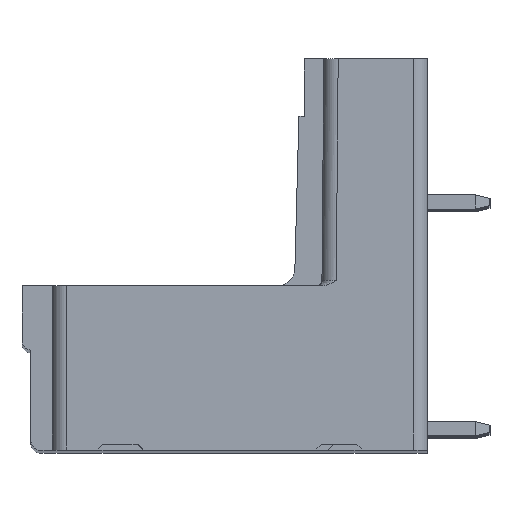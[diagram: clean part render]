
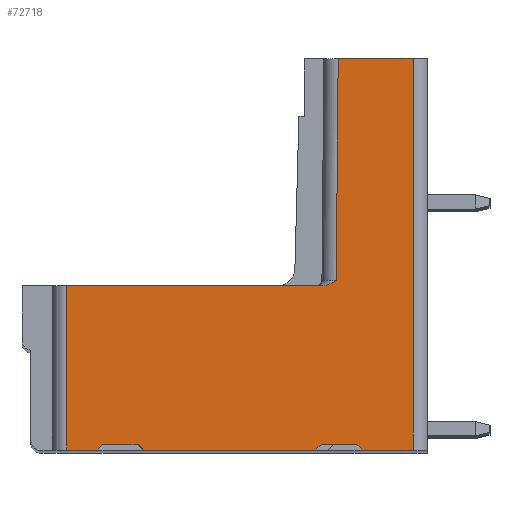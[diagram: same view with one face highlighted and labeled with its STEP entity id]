
A CAD part, top view. The second image highlights one B-rep face of the part: STEP entity #72718.
In plain terms, the highlighted planar face has unit normal (0, 0, 1).
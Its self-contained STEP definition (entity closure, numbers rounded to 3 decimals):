
#9158=DIRECTION('',(1.,0.,0.));
#9159=VECTOR('',#9158,1.7);
#9160=CARTESIAN_POINT('',(-20.194,0.,
-19.773));
#9161=LINE('',#9160,#9159);
#9182=DIRECTION('',(1.,0.,0.));
#9183=VECTOR('',#9182,9.65);
#9184=CARTESIAN_POINT('',(-15.894,0.,
-19.773));
#9185=LINE('',#9184,#9183);
#10256=DIRECTION('',(-1.,0.,0.));
#10257=VECTOR('',#10256,14.337);
#10258=CARTESIAN_POINT('',(-5.857,9.2,
-19.773));
#10259=LINE('',#10258,#10257);
#10577=CARTESIAN_POINT('',(-5.857,9.2,
-19.773));
#10578=CARTESIAN_POINT('',(-5.826,9.2,
-19.773));
#10579=CARTESIAN_POINT('',(-5.76,9.204,
-19.773));
#10580=CARTESIAN_POINT('',(-5.649,9.226,
-19.773));
#10581=CARTESIAN_POINT('',(-5.528,9.266,
-19.773));
#10582=CARTESIAN_POINT('',(-5.398,9.326,
-19.773));
#10583=CARTESIAN_POINT('',(-5.257,9.404,
-19.773));
#10584=CARTESIAN_POINT('',(-5.155,9.467,
-19.773));
#10585=CARTESIAN_POINT('',(-5.102,9.5,
-19.773));
#10587=DIRECTION('',(0.009,1.,0.));
#10588=VECTOR('',#10587,12.4);
#10589=CARTESIAN_POINT('',(-5.102,9.5,
-19.773));
#10590=LINE('',#10589,#10588);
#10591=DIRECTION('',(-1.,0.,0.));
#10592=VECTOR('',#10591,2.85);
#10593=CARTESIAN_POINT('',(-0.794,0.,
-19.773));
#10594=LINE('',#10593,#10592);
#10595=DIRECTION('',(-0.707,0.707,0.));
#10596=VECTOR('',#10595,0.424);
#10597=CARTESIAN_POINT('',(-3.644,0.,
-19.773));
#10598=LINE('',#10597,#10596);
#10599=DIRECTION('',(-1.,0.,0.));
#10600=VECTOR('',#10599,2.);
#10601=CARTESIAN_POINT('',(-3.944,0.3,
-19.773));
#10602=LINE('',#10601,#10600);
#10603=DIRECTION('',(-0.707,-0.707,0.));
#10604=VECTOR('',#10603,0.424);
#10605=CARTESIAN_POINT('',(-5.944,0.3,
-19.773));
#10606=LINE('',#10605,#10604);
#10607=DIRECTION('',(-0.707,0.707,0.));
#10608=VECTOR('',#10607,0.424);
#10609=CARTESIAN_POINT('',(-15.894,0.,
-19.773));
#10610=LINE('',#10609,#10608);
#10611=DIRECTION('',(-1.,0.,0.));
#10612=VECTOR('',#10611,2.);
#10613=CARTESIAN_POINT('',(-16.194,0.3,
-19.773));
#10614=LINE('',#10613,#10612);
#10615=DIRECTION('',(-0.707,-0.707,0.));
#10616=VECTOR('',#10615,0.424);
#10617=CARTESIAN_POINT('',(-18.194,0.3,
-19.773));
#10618=LINE('',#10617,#10616);
#10619=CARTESIAN_POINT('',(-5.857,9.2,
-19.773));
#11152=DIRECTION('',(-1.,0.,0.));
#11153=VECTOR('',#11152,4.2);
#11154=CARTESIAN_POINT('',(-0.794,21.9,-19.773));
#11155=LINE('',#11154,#11153);
#28568=DIRECTION('',(0.,1.,0.));
#28569=VECTOR('',#28568,21.9);
#28570=CARTESIAN_POINT('',(-0.794,0.,
-19.773));
#28571=LINE('',#28570,#28569);
#28591=DIRECTION('',(0.,-1.,0.));
#28592=VECTOR('',#28591,9.2);
#28593=CARTESIAN_POINT('',(-20.194,9.2,-19.773));
#28594=LINE('',#28593,#28592);
#45223=VERTEX_POINT('',#10619);
#45224=CARTESIAN_POINT('',(-20.194,9.2,-19.773));
#45225=VERTEX_POINT('',#45224);
#45276=CARTESIAN_POINT('',(-0.794,21.9,-19.773));
#45277=VERTEX_POINT('',#45276);
#45278=CARTESIAN_POINT('',(-4.994,21.9,-19.773));
#45279=VERTEX_POINT('',#45278);
#45645=CARTESIAN_POINT('',(-20.194,0.,
-19.773));
#45646=VERTEX_POINT('',#45645);
#45647=CARTESIAN_POINT('',(-18.494,0.,
-19.773));
#45648=VERTEX_POINT('',#45647);
#45661=CARTESIAN_POINT('',(-15.894,0.,
-19.773));
#45662=VERTEX_POINT('',#45661);
#45663=CARTESIAN_POINT('',(-6.244,0.,
-19.773));
#45664=VERTEX_POINT('',#45663);
#45669=CARTESIAN_POINT('',(-3.644,0.,
-19.773));
#45670=VERTEX_POINT('',#45669);
#45671=CARTESIAN_POINT('',(-0.794,0.,
-19.773));
#45672=VERTEX_POINT('',#45671);
#45765=VERTEX_POINT('',#10585);
#45766=CARTESIAN_POINT('',(-3.944,0.3,
-19.773));
#45767=VERTEX_POINT('',#45766);
#45768=CARTESIAN_POINT('',(-5.944,0.3,
-19.773));
#45769=VERTEX_POINT('',#45768);
#45770=CARTESIAN_POINT('',(-16.194,0.3,
-19.773));
#45771=VERTEX_POINT('',#45770);
#45772=CARTESIAN_POINT('',(-18.194,0.3,
-19.773));
#45773=VERTEX_POINT('',#45772);
#72688=CARTESIAN_POINT('',(-6.202,9.5,-19.773));
#72689=DIRECTION('',(0.,0.,1.));
#72690=DIRECTION('',(-1.,0.,0.));
#72691=AXIS2_PLACEMENT_3D('',#72688,#72689,#72690);
#72692=PLANE('',#72691);
#72693=ORIENTED_EDGE('',*,*,#71495,.F.);
#72695=ORIENTED_EDGE('',*,*,#72694,.T.);
#72697=ORIENTED_EDGE('',*,*,#72696,.T.);
#72699=ORIENTED_EDGE('',*,*,#72698,.F.);
#72701=ORIENTED_EDGE('',*,*,#72700,.F.);
#72702=ORIENTED_EDGE('',*,*,#70601,.T.);
#72704=ORIENTED_EDGE('',*,*,#72703,.T.);
#72706=ORIENTED_EDGE('',*,*,#72705,.T.);
#72708=ORIENTED_EDGE('',*,*,#72707,.T.);
#72709=ORIENTED_EDGE('',*,*,#70577,.F.);
#72710=ORIENTED_EDGE('',*,*,#72655,.T.);
#72711=ORIENTED_EDGE('',*,*,#72669,.T.);
#72712=ORIENTED_EDGE('',*,*,#72682,.T.);
#72713=ORIENTED_EDGE('',*,*,#70561,.F.);
#72715=ORIENTED_EDGE('',*,*,#72714,.F.);
#72716=EDGE_LOOP('',(#72693,#72695,#72697,#72699,#72701,#72702,#72704,#72706,
#72708,#72709,#72710,#72711,#72712,#72713,#72715));
#72717=FACE_OUTER_BOUND('',#72716,.F.);
#72718=ADVANCED_FACE('',(#72717),#72692,.T.);
#10586=B_SPLINE_CURVE_WITH_KNOTS('',3,(#10577,#10578,#10579,#10580,#10581,
#10582,#10583,#10584,#10585),.UNSPECIFIED.,.F.,.F.,(4,1,1,1,1,1,4),(0.,
0.167,0.333,0.5,0.667,0.833,
1.),.UNSPECIFIED.);
#70561=EDGE_CURVE('',#45646,#45648,#9161,.T.);
#70577=EDGE_CURVE('',#45662,#45664,#9185,.T.);
#70601=EDGE_CURVE('',#45672,#45670,#10594,.T.);
#71495=EDGE_CURVE('',#45223,#45225,#10259,.T.);
#72655=EDGE_CURVE('',#45662,#45771,#10610,.T.);
#72669=EDGE_CURVE('',#45771,#45773,#10614,.T.);
#72682=EDGE_CURVE('',#45773,#45648,#10618,.T.);
#72694=EDGE_CURVE('',#45223,#45765,#10586,.T.);
#72696=EDGE_CURVE('',#45765,#45279,#10590,.T.);
#72698=EDGE_CURVE('',#45277,#45279,#11155,.T.);
#72700=EDGE_CURVE('',#45672,#45277,#28571,.T.);
#72703=EDGE_CURVE('',#45670,#45767,#10598,.T.);
#72705=EDGE_CURVE('',#45767,#45769,#10602,.T.);
#72707=EDGE_CURVE('',#45769,#45664,#10606,.T.);
#72714=EDGE_CURVE('',#45225,#45646,#28594,.T.);
